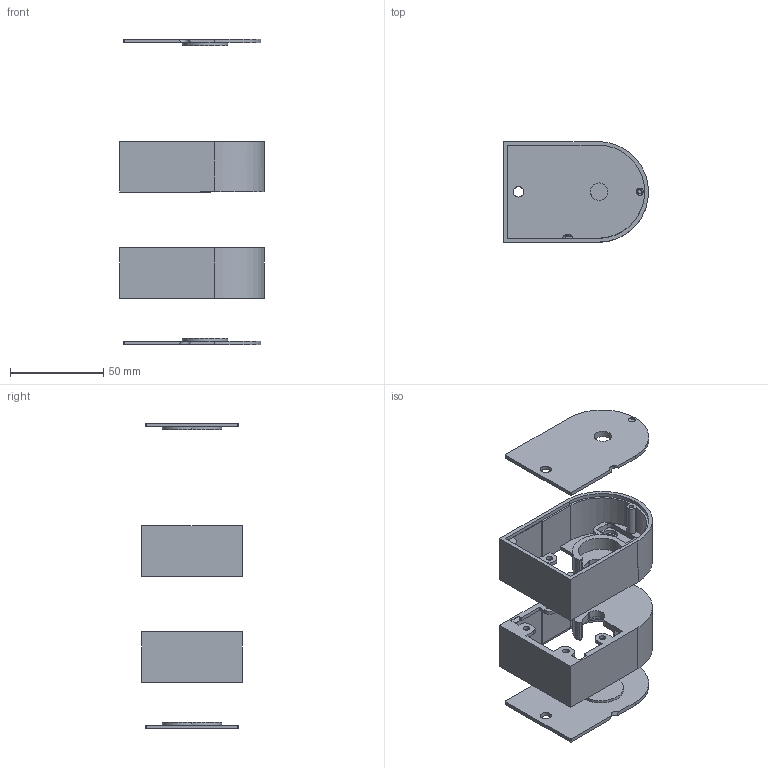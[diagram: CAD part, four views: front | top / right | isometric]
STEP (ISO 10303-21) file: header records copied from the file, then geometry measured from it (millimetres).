
FILE_DESCRIPTION(/* description */ (''),/* implementation_level */ '2;1');
FILE_NAME(/* name */ 'ER20 Stepper Housings.step',/* time_stamp */ '2024-08-20T09:43:34-04:00',/* author */ (''),/* organization */ (''),/* preprocessor_version */ 'ST-DEVELOPER v20',/* originating_system */ 'Autodesk Translation Framework v13.14.0.145',/* authorisation */ '');
FILE_SCHEMA (('AUTOMOTIVE_DESIGN { 1 0 10303 214 3 1 1 }'));
Length unit declared in the file: millimetre
Products named in the file (1): (Unsaved)
Bounding box: 77.8 x 54 x 164.02 mm (x, y, z)
Volume: 68955.2 mm3; surface area: 52156.9 mm2
Topology: 4 solids, 4 shells, 245 faces, 676 edges, 449 vertices
Faces by surface type: plane 159, cylinder 84, cone 2
Full cylindrical faces by diameter (mm): 2.2 x2, 2.6 x2, 3.5 x8, 5.3 x2, 5.75 x2, 8.05 x2, 9.42 x2
Entity records: 7928 total; most frequent: CARTESIAN_POINT 1376, DIRECTION 1353, ORIENTED_EDGE 1352, EDGE_CURVE 676, LINE 489, VECTOR 489, VERTEX_POINT 449, AXIS2_PLACEMENT_3D 432
